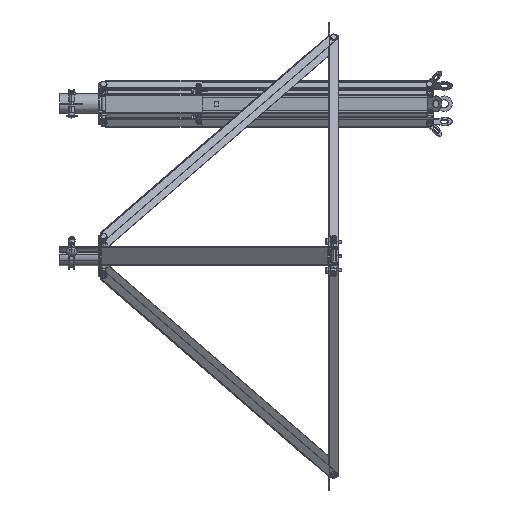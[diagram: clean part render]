
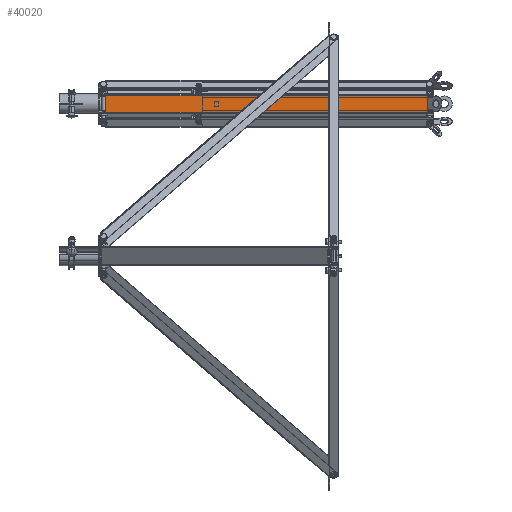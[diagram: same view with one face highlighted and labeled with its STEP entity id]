
A CAD part, left-side view. The second image highlights one B-rep face of the part: STEP entity #40020.
In plain terms, the highlighted face is planar.
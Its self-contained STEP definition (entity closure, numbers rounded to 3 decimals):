
#30530=CARTESIAN_POINT('',(34.004,21.65,-6.55));
#30540=VERTEX_POINT('',#30530);
#30570=CARTESIAN_POINT('',(28.59,21.65,-6.55));
#30580=DIRECTION('',(-1.,0.,0.));
#30590=VECTOR('',#30580,1.);
#30600=LINE('',#30570,#30590);
#30610=CARTESIAN_POINT('',(33.59,21.65,-6.55));
#30620=VERTEX_POINT('',#30610);
#30630=EDGE_CURVE('',#30540,#30620,#30600,.T.);
#31430=CARTESIAN_POINT('',(34.004,21.65,-33.45));
#31440=VERTEX_POINT('',#31430);
#31470=CARTESIAN_POINT('',(34.004,21.65,-20.));
#31480=DIRECTION('',(0.,0.,-1.));
#31490=VECTOR('',#31480,1.);
#31500=LINE('',#31470,#31490);
#31510=EDGE_CURVE('',#30540,#31440,#31500,.T.);
#32220=CARTESIAN_POINT('',(33.59,21.65,-20.));
#32230=DIRECTION('',(0.,0.,-1.));
#32240=VECTOR('',#32230,1.);
#32250=LINE('',#32220,#32240);
#32260=CARTESIAN_POINT('',(33.59,21.65,-1.25));
#32270=VERTEX_POINT('',#32260);
#32280=EDGE_CURVE('',#32270,#30620,#32250,.T.);
#32880=CARTESIAN_POINT('',(752.69,21.65,-1.25));
#32890=VERTEX_POINT('',#32880);
#33010=CARTESIAN_POINT('',(-363.81,21.65,-1.25));
#33020=DIRECTION('',(1.,0.,0.));
#33030=VECTOR('',#33020,1.);
#33040=LINE('',#33010,#33030);
#33050=EDGE_CURVE('',#32270,#32890,#33040,.T.);
#33200=CARTESIAN_POINT('',(33.59,21.65,-38.75));
#33210=VERTEX_POINT('',#33200);
#33390=CARTESIAN_POINT('',(752.69,21.65,-38.75));
#33400=VERTEX_POINT('',#33390);
#33430=CARTESIAN_POINT('',(28.59,21.65,-38.75));
#33440=DIRECTION('',(-1.,0.,0.));
#33450=VECTOR('',#33440,1.);
#33460=LINE('',#33430,#33450);
#33470=EDGE_CURVE('',#33400,#33210,#33460,.T.);
#34500=CARTESIAN_POINT('',(28.59,21.65,-33.45));
#34510=DIRECTION('',(-1.,0.,0.));
#34520=VECTOR('',#34510,1.);
#34530=LINE('',#34500,#34520);
#34540=CARTESIAN_POINT('',(33.59,21.65,-33.45));
#34550=VERTEX_POINT('',#34540);
#34560=EDGE_CURVE('',#31440,#34550,#34530,.T.);
#39240=EDGE_CURVE('',#34550,#33210,#32250,.T.);
#39820=CARTESIAN_POINT('',(757.69,21.65,-41.75));
#39830=DIRECTION('',(0.,1.,0.));
#39840=DIRECTION('',(0.,0.,-1.));
#39850=AXIS2_PLACEMENT_3D('',#39820,#39830,#39840);
#39860=PLANE('',#39850);
#39870=ORIENTED_EDGE('',*,*,#32280,.F.);
#39880=ORIENTED_EDGE('',*,*,#30630,.T.);
#39890=ORIENTED_EDGE('',*,*,#31510,.F.);
#39900=ORIENTED_EDGE('',*,*,#34560,.F.);
#39910=ORIENTED_EDGE('',*,*,#39240,.F.);
#39920=ORIENTED_EDGE('',*,*,#33470,.T.);
#39930=CARTESIAN_POINT('',(752.69,21.65,-20.));
#39940=DIRECTION('',(0.,0.,1.));
#39950=VECTOR('',#39940,1.);
#39960=LINE('',#39930,#39950);
#39970=EDGE_CURVE('',#33400,#32890,#39960,.T.);
#39980=ORIENTED_EDGE('',*,*,#39970,.F.);
#39990=ORIENTED_EDGE('',*,*,#33050,.T.);
#40000=EDGE_LOOP('',(#39990,#39980,#39920,#39910,#39900,#39890,#39880,
#39870));
#40010=FACE_OUTER_BOUND('',#40000,.T.);
#40020=ADVANCED_FACE('',(#40010),#39860,.T.);
